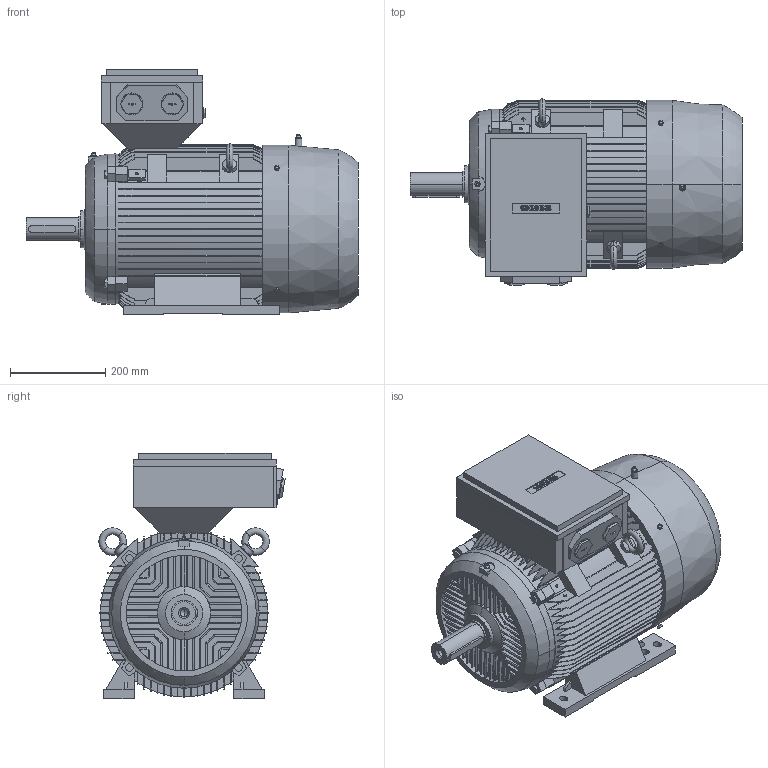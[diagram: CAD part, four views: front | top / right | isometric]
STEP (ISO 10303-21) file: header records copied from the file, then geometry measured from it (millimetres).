
FILE_DESCRIPTION(('STEP AP214'),'1');
FILE_NAME('cctmp_6BB5699E-88E1-4F3B-A1D8-174622671EC5_2023_06_26_14_44_41_0974..stp','2023-06-26T12:44:43',('SIEMENS A&D'),('CADClick - www.CADClick.com'),'Spatial InterOp 3D',' ','unknown authorization');
FILE_SCHEMA(('AUTOMOTIVE_DESIGN'));
Length unit declared in the file: millimetre
Products named in the file (1): 2023_06_26_14_44_41_0943
Bounding box: 698 x 391.89 x 516 mm (x, y, z)
Volume: 57804712.8 mm3; surface area: 1997787.6 mm2
Topology: 1 solids, 1 shells, 1409 faces, 3983 edges, 2627 vertices
Faces by surface type: plane 893, cylinder 288, torus 188, cone 40
Entity records: 65548 total; most frequent: CARTESIAN_POINT 18120, ORIENTED_EDGE 7962, DIRECTION 7170, EDGE_CURVE 3981, VERTEX_POINT 2627, AXIS2_PLACEMENT_3D 2473, LINE 2224, VECTOR 2224
